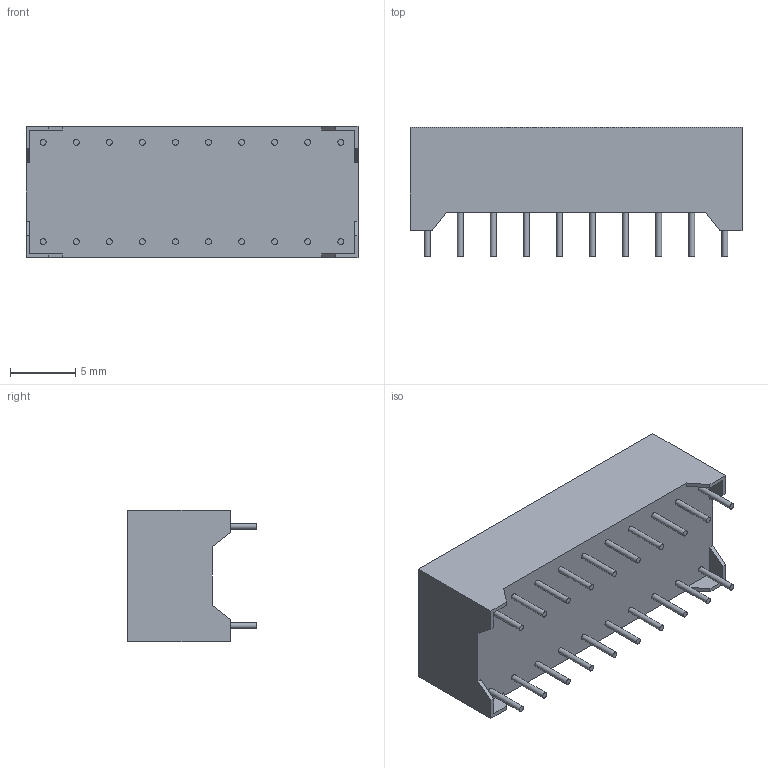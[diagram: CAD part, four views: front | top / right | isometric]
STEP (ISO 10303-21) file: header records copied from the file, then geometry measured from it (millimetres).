
FILE_DESCRIPTION(('FreeCAD Model'),'2;1');
FILE_NAME('Open CASCADE Shape Model','2023-08-05T00:48:17',('Author'),( ''),'Open CASCADE STEP processor 7.6','FreeCAD','Unknown');
FILE_SCHEMA(('AUTOMOTIVE_DESIGN { 1 0 10303 214 1 1 1 1 }'));
Length unit declared in the file: millimetre
Products named in the file (32): LED Bar Graph 102510 Coloured v036; LED Bar Graph 102510 Coloured v5; LED Bar Graph 102510 Coloured v006; LED Bar Graph 102510 Coloured v007; LED Bar Graph 102510 Coloured v008; LED Bar Graph 102510 Coloured v009; LED Bar Graph 102510 Coloured v010; LED Bar Graph 102510 Coloured v011; LED Bar Graph 102510 Coloured v012; LED Bar Graph 102510 Coloured v013; LED Bar Graph 102510 Coloured v014; LED Bar Graph 102510 Coloured v015; LED Bar Graph 102510 Coloured v016; LED Bar Graph 102510 Coloured v017; LED Bar Graph 102510 Coloured v018; LED Bar Graph 102510 Coloured v019; LED Bar Graph 102510 Coloured v020; LED Bar Graph 102510 Coloured v021; LED Bar Graph 102510 Coloured v022; LED Bar Graph 102510 Coloured v023; LED Bar Graph 102510 Coloured v024; LED Bar Graph 102510 Coloured v025; LED Bar Graph 102510 Coloured v026; LED Bar Graph 102510 Coloured v027; LED Bar Graph 102510 Coloured v028; LED Bar Graph 102510 Coloured v029; LED Bar Graph 102510 Coloured v030; LED Bar Graph 102510 Coloured v031; LED Bar Graph 102510 Coloured v032; LED Bar Graph 102510 Coloured v033; LED Bar Graph 102510 Coloured v034; LED Bar Graph 102510 Coloured v035
Assembly tree (31 placements, depth 2):
  LED Bar Graph 102510 Coloured v036
    LED Bar Graph 102510 Coloured v5
    LED Bar Graph 102510 Coloured v006
    LED Bar Graph 102510 Coloured v007
    LED Bar Graph 102510 Coloured v008
    LED Bar Graph 102510 Coloured v009
    LED Bar Graph 102510 Coloured v010
    LED Bar Graph 102510 Coloured v011
    LED Bar Graph 102510 Coloured v012
    LED Bar Graph 102510 Coloured v013
    LED Bar Graph 102510 Coloured v014
    LED Bar Graph 102510 Coloured v015
    LED Bar Graph 102510 Coloured v016
    LED Bar Graph 102510 Coloured v017
    LED Bar Graph 102510 Coloured v018
    LED Bar Graph 102510 Coloured v019
    LED Bar Graph 102510 Coloured v020
    LED Bar Graph 102510 Coloured v021
    LED Bar Graph 102510 Coloured v022
    LED Bar Graph 102510 Coloured v023
    LED Bar Graph 102510 Coloured v024
    LED Bar Graph 102510 Coloured v025
    LED Bar Graph 102510 Coloured v026
    LED Bar Graph 102510 Coloured v027
    LED Bar Graph 102510 Coloured v028
    LED Bar Graph 102510 Coloured v029
    LED Bar Graph 102510 Coloured v030
    LED Bar Graph 102510 Coloured v031
    LED Bar Graph 102510 Coloured v032
    LED Bar Graph 102510 Coloured v033
    LED Bar Graph 102510 Coloured v034
    LED Bar Graph 102510 Coloured v035
Bounding box: 25.5 x 9.9 x 10.1 mm (x, y, z)
Volume: 1683.2 mm3; surface area: 2098.4 mm2
Topology: 31 solids, 31 shells, 196 faces, 372 edges, 248 vertices
Faces by surface type: plane 176, cylinder 20
Full cylindrical faces by diameter (mm): 0.45 x20
Entity records: 5975 total; most frequent: DIRECTION 868, CARTESIAN_POINT 848, ORIENTED_EDGE 744, EDGE_CURVE 372, LINE 332, VECTOR 332, AXIS2_PLACEMENT_3D 268, VERTEX_POINT 248
